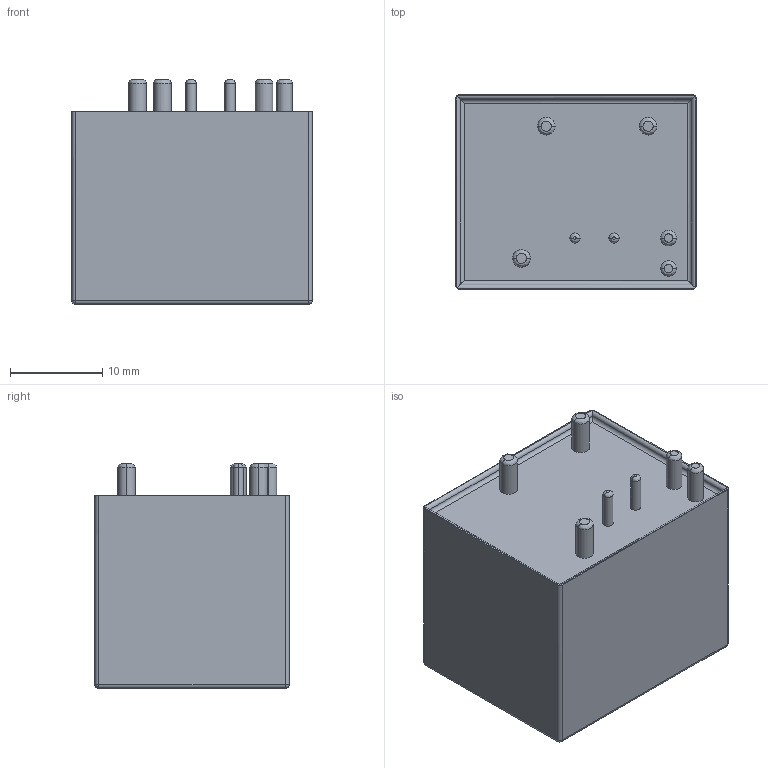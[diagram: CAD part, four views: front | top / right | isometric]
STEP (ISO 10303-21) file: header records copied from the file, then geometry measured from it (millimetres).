
FILE_DESCRIPTION (( 'STEP AP214' ), '1' );
FILE_NAME ('User Library-RX2-1240.STEP', '2020-11-08T17:17:08', ( '' ), ( '' ), 'SwSTEP 2.0', 'SolidWorks 2020', '' );
FILE_SCHEMA (( 'AUTOMOTIVE_DESIGN' ));
Length unit declared in the file: millimetre
Products named in the file (1): User Library-RX2-1240
Bounding box: 26 x 21 x 24.3 mm (x, y, z)
Volume: 11289.1 mm3; surface area: 4561 mm2
Topology: 16 solids, 16 shells, 963 faces, 2686 edges, 1778 vertices
Faces by surface type: plane 609, bspline 324, cylinder 30
Entity records: 38974 total; most frequent: CARTESIAN_POINT 15715, ORIENTED_EDGE 5364, DIRECTION 3382, EDGE_CURVE 2682, LINE 1978, VECTOR 1978, VERTEX_POINT 1778, EDGE_LOOP 1000
